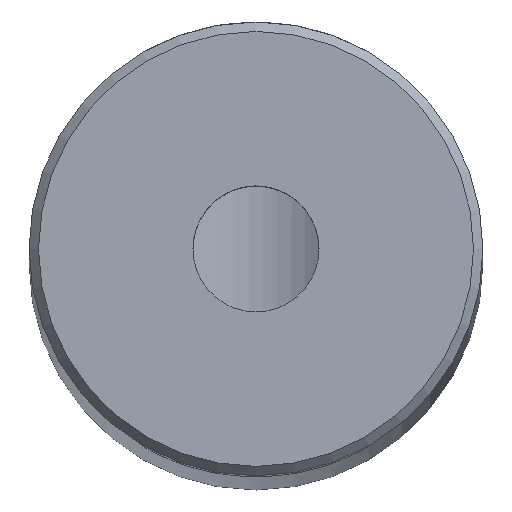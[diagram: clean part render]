
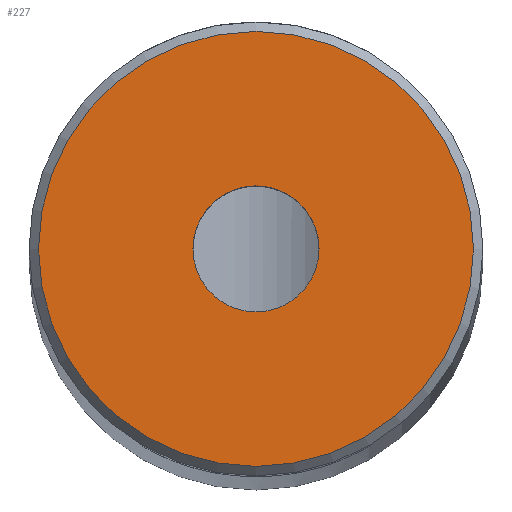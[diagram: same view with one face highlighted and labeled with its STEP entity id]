
A CAD part, top view. The second image highlights one B-rep face of the part: STEP entity #227.
In plain terms, the highlighted planar face has unit normal (0, 0, 1).
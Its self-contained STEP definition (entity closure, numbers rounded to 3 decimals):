
#28=FACE_BOUND('',#68,.T.);
#33=PLANE('',#270);
#50=FACE_OUTER_BOUND('',#67,.T.);
#67=EDGE_LOOP('',(#197));
#68=EDGE_LOOP('',(#198));
#105=CIRCLE('',#269,5.75);
#106=CIRCLE('',#271,1.666);
#122=VERTEX_POINT('',#465);
#123=VERTEX_POINT('',#469);
#148=EDGE_CURVE('',#122,#122,#105,.T.);
#150=EDGE_CURVE('',#123,#123,#106,.T.);
#197=ORIENTED_EDGE('',*,*,#148,.F.);
#198=ORIENTED_EDGE('',*,*,#150,.T.);
#227=ADVANCED_FACE('',(#50,#28),#33,.T.);
#269=AXIS2_PLACEMENT_3D('',#466,#332,#333);
#270=AXIS2_PLACEMENT_3D('',#468,#335,#336);
#271=AXIS2_PLACEMENT_3D('',#470,#337,#338);
#332=DIRECTION('center_axis',(0.,0.,-1.));
#333=DIRECTION('ref_axis',(1.,0.,0.));
#335=DIRECTION('center_axis',(0.,0.,1.));
#336=DIRECTION('ref_axis',(1.,0.,0.));
#337=DIRECTION('center_axis',(0.,0.,-1.));
#338=DIRECTION('ref_axis',(-1.,0.,0.));
#465=CARTESIAN_POINT('',(-5.75,0.,225.));
#466=CARTESIAN_POINT('Origin',(0.,0.,225.));
#468=CARTESIAN_POINT('Origin',(0.,0.,225.));
#469=CARTESIAN_POINT('',(1.666,0.,225.));
#470=CARTESIAN_POINT('Origin',(0.,0.,225.));
